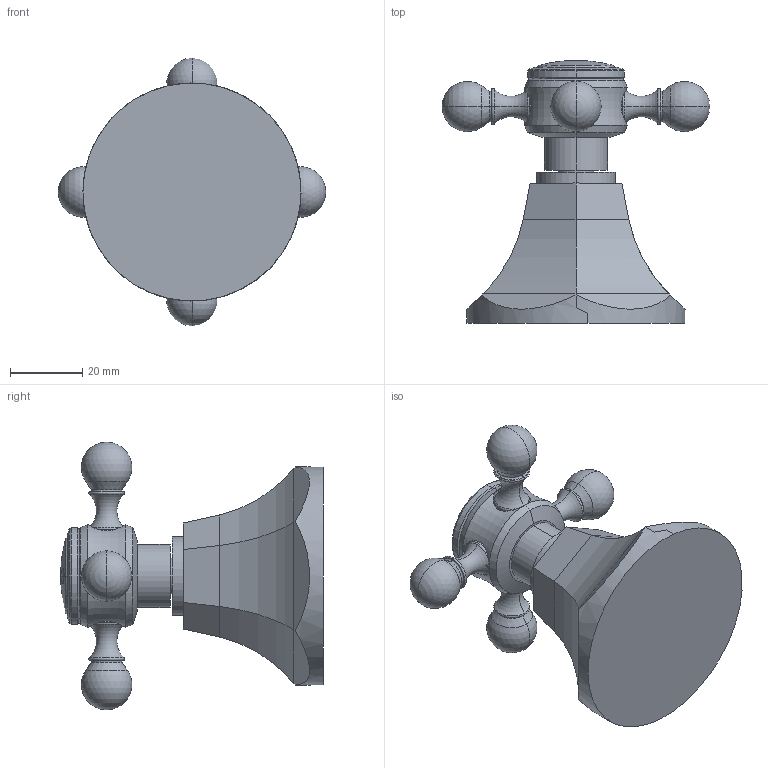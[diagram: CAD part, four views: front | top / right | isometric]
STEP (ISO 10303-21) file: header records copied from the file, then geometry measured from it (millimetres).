
FILE_DESCRIPTION((''),'2;1');
FILE_NAME('3-595C','2021-01-04T14:39:45',('jinson.thomas'),(''),'CREO PARAMETRIC BY PTC INC, 2018400','CREO PARAMETRIC BY PTC INC, 2018400','');
FILE_SCHEMA(('CONFIG_CONTROL_DESIGN'));
Length unit declared in the file: inch
Products named in the file (1): 3-595C
Bounding box: 74.04 x 72.69 x 74.04 mm (x, y, z)
Volume: 77133.4 mm3; surface area: 15976.8 mm2
Topology: 1 solids, 1 shells, 182 faces, 430 edges, 255 vertices
Faces by surface type: cylinder 55, plane 49, torus 36, cone 18, sphere 16, bspline 4, extrusion 4
Entity records: 6130 total; most frequent: CARTESIAN_POINT 1957, DIRECTION 911, ORIENTED_EDGE 840, EDGE_CURVE 420, AXIS2_PLACEMENT_3D 390, VERTEX_POINT 255, CIRCLE 216, EDGE_LOOP 197
